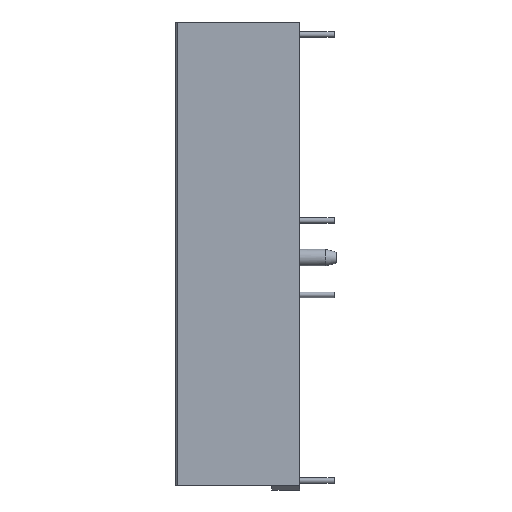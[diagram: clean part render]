
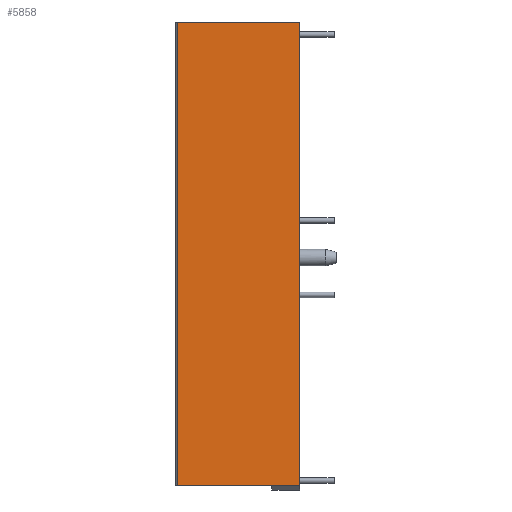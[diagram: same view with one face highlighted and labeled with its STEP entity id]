
A CAD part, left-side view. The second image highlights one B-rep face of the part: STEP entity #5858.
In plain terms, the highlighted free-form (B-spline) face has degree [1, 1] with [2, 2] control points.
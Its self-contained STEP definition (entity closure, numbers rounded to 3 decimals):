
#5802=CARTESIAN_POINT('V104',(-7.7,13.15,
   0.48));
#5803=VERTEX_POINT('V104',#5802);
#5809=CARTESIAN_POINT('V105',(-7.7,13.15,
   50.35));
#5810=VERTEX_POINT('V105',#5809);
#5811=CARTESIAN_POINT('E139',(-7.7,13.15,
   0.48));
#5812=CARTESIAN_POINT('E139',(-7.7,13.15,
   50.35));
#5813=B_SPLINE_CURVE_WITH_KNOTS('E139',1,(#5811,#5812),
   .POLYLINE_FORM.,.F.,.U.,(2,2),(1.358,
   142.411),.UNSPECIFIED.);
#5814=EDGE_CURVE('E139',#5803,#5810,#5813,.T.);
#5831=CARTESIAN_POINT('F92',(-7.7,13.15,
   0.0));
#5832=CARTESIAN_POINT('F92',(-7.7,0.0,0.0));
#5833=CARTESIAN_POINT('F92',(-7.7,13.15,
   50.35));
#5834=CARTESIAN_POINT('F92',(-7.7,0.0,
   50.35));
#5835=B_SPLINE_SURFACE_WITH_KNOTS('F92',1,1,((#5831,#5833),(#5832,
   #5834)),.PLANE_SURF.,.F.,.F.,.U.,(2,2),(2,2),(0.0,1.0),(0.0,
   3.829),.UNSPECIFIED.);
#5836=CARTESIAN_POINT('V125',(-7.7,0.,
   0.48));
#5837=VERTEX_POINT('V125',#5836);
#5838=CARTESIAN_POINT('E165',(-7.7,13.15,
   0.48));
#5839=CARTESIAN_POINT('E165',(-7.7,0.,
   0.48));
#5840=B_SPLINE_CURVE_WITH_KNOTS('E165',1,(#5838,#5839),
   .POLYLINE_FORM.,.F.,.U.,(2,2),(0.0,16.541),
   .UNSPECIFIED.);
#5841=EDGE_CURVE('E165',#5803,#5837,#5840,.T.);
#5842=ORIENTED_EDGE('E165',*,*,#5841,.T.);
#5843=CARTESIAN_POINT('V114',(-7.7,0.,
   50.35));
#5844=VERTEX_POINT('V114',#5843);
#5845=CARTESIAN_POINT('E276',(-7.7,0.0,
   0.48));
#5846=CARTESIAN_POINT('E276',(-7.7,0.0,
   50.35));
#5847=QUASI_UNIFORM_CURVE('E276',1,(#5845,#5846),.POLYLINE_FORM.,.F.,
   .U.);
#5848=EDGE_CURVE('E276',#5837,#5844,#5847,.T.);
#5849=ORIENTED_EDGE('E276',*,*,#5848,.T.);
#5850=CARTESIAN_POINT('E150',(-7.7,0.0,
   50.35));
#5851=CARTESIAN_POINT('E150',(-7.7,13.15,
   50.35));
#5852=QUASI_UNIFORM_CURVE('E150',1,(#5850,#5851),.POLYLINE_FORM.,.F.,
   .U.);
#5853=EDGE_CURVE('E150',#5844,#5810,#5852,.T.);
#5854=ORIENTED_EDGE('E150',*,*,#5853,.T.);
#5855=ORIENTED_EDGE('E139',*,*,#5814,.F.);
#5856=EDGE_LOOP('F92',(#5842,#5849,#5854,#5855));
#5857=FACE_OUTER_BOUND('F92',#5856,.T.);
#5858=ADVANCED_FACE('F92',(#5857),#5835,.T.);
